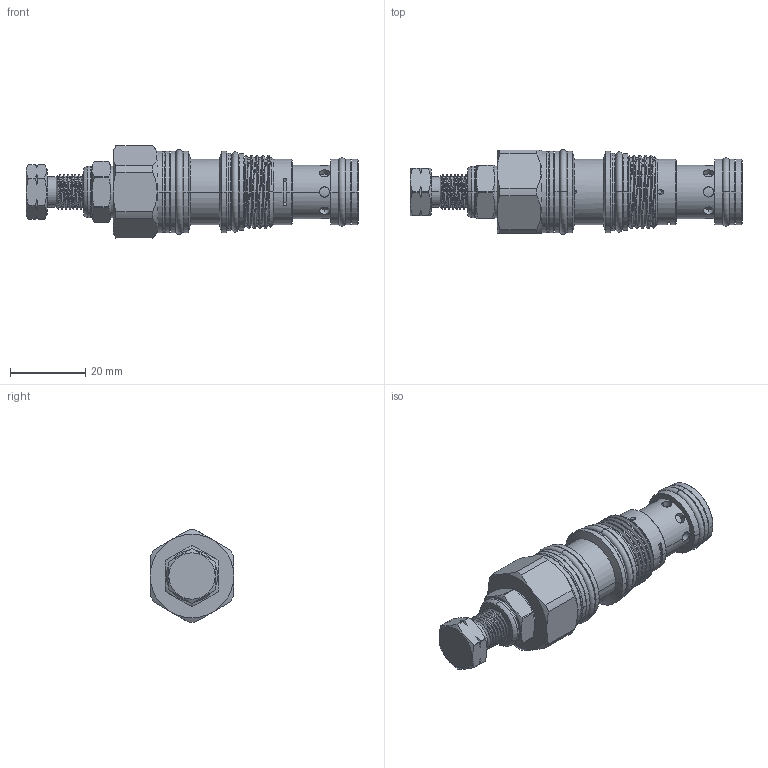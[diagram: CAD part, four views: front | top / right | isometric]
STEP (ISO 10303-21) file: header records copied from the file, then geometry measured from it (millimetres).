
FILE_DESCRIPTION (( 'STEP AP203' ), '1' );
FILE_NAME ('RH11A30-G.STEP', '2024-06-03T08:59:52', ( '' ), ( '' ), 'SwSTEP 2.0', 'SolidWorks 2018', '' );
FILE_SCHEMA (( 'CONFIG_CONTROL_DESIGN' ));
Length unit declared in the file: millimetre
Products named in the file (1): RH11A30-G
Bounding box: 88.5 x 22.55 x 24.59 mm (x, y, z)
Volume: 21471.7 mm3; surface area: 7389.9 mm2
Topology: 1 solids, 1 shells, 271 faces, 660 edges, 417 vertices
Faces by surface type: cylinder 149, cone 54, plane 43, torus 20, bspline 5
Entity records: 13499 total; most frequent: CARTESIAN_POINT 7356, ORIENTED_EDGE 1320, DIRECTION 1230, EDGE_CURVE 660, AXIS2_PLACEMENT_3D 514, VERTEX_POINT 417, EDGE_LOOP 297, FACE_OUTER_BOUND 271
